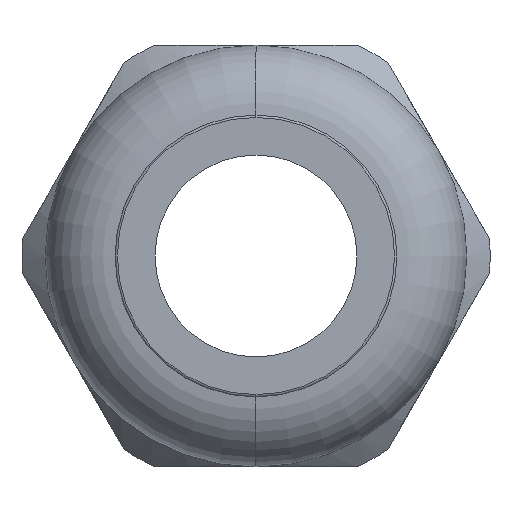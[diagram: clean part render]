
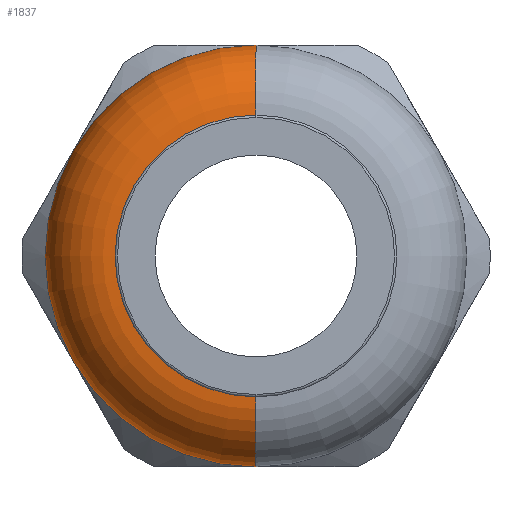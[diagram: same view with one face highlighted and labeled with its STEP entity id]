
A CAD part, left-side view. The second image highlights one B-rep face of the part: STEP entity #1837.
In plain terms, the highlighted toroidal (fillet/blend) face has major radius 13.843 mm and minor radius 7.112 mm.
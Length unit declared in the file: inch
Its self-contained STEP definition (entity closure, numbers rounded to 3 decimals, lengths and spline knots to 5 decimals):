
#1829 = EDGE_LOOP ( 'NONE', ( #1838, #1842, #1845, #1848 ) ) ;
#1837 = ADVANCED_FACE ( 'NONE', ( #2714 ), #2772, .T. ) ;
#1838 = ORIENTED_EDGE ( 'NONE', *, *, #1839, .F. ) ;
#1839 = EDGE_CURVE ( 'NONE', #1840, #1841, #2768, .T. ) ;
#1840 = VERTEX_POINT ( 'NONE', #2763 ) ;
#1841 = VERTEX_POINT ( 'NONE', #2762 ) ;
#1842 = ORIENTED_EDGE ( 'NONE', *, *, #1843, .T. ) ;
#1843 = EDGE_CURVE ( 'NONE', #1840, #1844, #2761, .T. ) ;
#1844 = VERTEX_POINT ( 'NONE', #2756 ) ;
#1845 = ORIENTED_EDGE ( 'NONE', *, *, #1846, .T. ) ;
#1846 = EDGE_CURVE ( 'NONE', #1844, #1847, #2755, .T. ) ;
#1847 = VERTEX_POINT ( 'NONE', #2750 ) ;
#1848 = ORIENTED_EDGE ( 'NONE', *, *, #1849, .F. ) ;
#1849 = EDGE_CURVE ( 'NONE', #1841, #1847, #2748, .T. ) ;
#2708 = CARTESIAN_POINT ( 'NONE',  ( -1.56007, 0., 0. ) ) ;
#2714 = FACE_OUTER_BOUND ( 'NONE', #1829, .T. ) ;
#2744 = DIRECTION ( 'NONE',  ( 0., 0., -1. ) ) ;
#2745 = DIRECTION ( 'NONE',  ( 0., -1., 0. ) ) ;
#2746 = CARTESIAN_POINT ( 'NONE',  ( -1.56007, 0., 0.545 ) ) ;
#2747 = AXIS2_PLACEMENT_3D ( 'NONE', #2746, #2745, #2744 ) ;
#2748 = CIRCLE ( 'NONE', #2747, 0.28 ) ;
#2750 = CARTESIAN_POINT ( 'NONE',  ( -1.84, 0., 0.55125 ) ) ;
#2751 = DIRECTION ( 'NONE',  ( 0., 0., -1. ) ) ;
#2752 = DIRECTION ( 'NONE',  ( 1., 0., 0. ) ) ;
#2753 = CARTESIAN_POINT ( 'NONE',  ( -1.84, 0., 0. ) ) ;
#2754 = AXIS2_PLACEMENT_3D ( 'NONE', #2753, #2752, #2751 ) ;
#2755 = CIRCLE ( 'NONE', #2754, 0.55125 ) ;
#2756 = CARTESIAN_POINT ( 'NONE',  ( -1.84, 0., -0.55125 ) ) ;
#2757 = DIRECTION ( 'NONE',  ( 0., 0., 1. ) ) ;
#2758 = DIRECTION ( 'NONE',  ( 0., 1., 0. ) ) ;
#2759 = CARTESIAN_POINT ( 'NONE',  ( -1.56007, 0., -0.545 ) ) ;
#2760 = AXIS2_PLACEMENT_3D ( 'NONE', #2759, #2758, #2757 ) ;
#2761 = CIRCLE ( 'NONE', #2760, 0.28 ) ;
#2762 = CARTESIAN_POINT ( 'NONE',  ( -1.56007, 0., 0.825 ) ) ;
#2763 = CARTESIAN_POINT ( 'NONE',  ( -1.56007, 0., -0.825 ) ) ;
#2764 = DIRECTION ( 'NONE',  ( 0., 0., 1. ) ) ;
#2765 = DIRECTION ( 'NONE',  ( 1., 0., 0. ) ) ;
#2766 = CARTESIAN_POINT ( 'NONE',  ( -1.56007, 0., 0. ) ) ;
#2767 = AXIS2_PLACEMENT_3D ( 'NONE', #2766, #2765, #2764 ) ;
#2768 = CIRCLE ( 'NONE', #2767, 0.825 ) ;
#2769 = DIRECTION ( 'NONE',  ( 0., 0., 1. ) ) ;
#2770 = DIRECTION ( 'NONE',  ( -1., 0., 0. ) ) ;
#2771 = AXIS2_PLACEMENT_3D ( 'NONE', #2708, #2770, #2769 ) ;
#2772 = TOROIDAL_SURFACE ( 'NONE', #2771, 0.545, 0.28 ) ;
